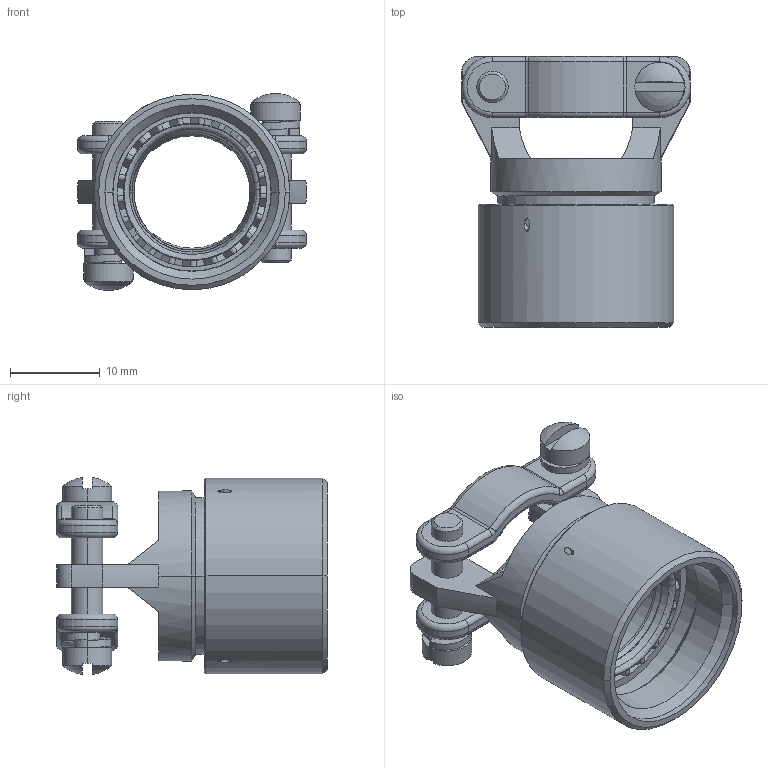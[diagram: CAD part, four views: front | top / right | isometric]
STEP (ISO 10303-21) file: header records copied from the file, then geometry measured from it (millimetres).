
FILE_DESCRIPTION((''),'2;1');
FILE_NAME('BK511252-01M_NEW','2015-07-01T',('aneville'),('SOURIAU INDIA'),'PRO/ENGINEER BY PARAMETRIC TECHNOLOGY CORPORATION, 2010140','PRO/ENGINEER BY PARAMETRIC TECHNOLOGY CORPORATION, 2010140','');
FILE_SCHEMA(('CONFIG_CONTROL_DESIGN'));
Length unit declared in the file: millimetre
Products named in the file (1): BK511252-01M_NEW
Bounding box: 25.48 x 30.15 x 21.93 mm (x, y, z)
Volume: 4223.8 mm3; surface area: 4537.1 mm2
Topology: 3 solids, 3 shells, 305 faces, 982 edges, 949 vertices
Faces by surface type: cylinder 137, plane 92, torus 40, cone 24, bspline 8, sphere 4
Entity records: 12254 total; most frequent: CARTESIAN_POINT 4514, ORIENTED_EDGE 1476, DIRECTION 1427, EDGE_CURVE 738, AXIS2_PLACEMENT_3D 585, VERTEX_POINT 461, B_SPLINE_CURVE_WITH_KNOTS 444, EDGE_LOOP 333
